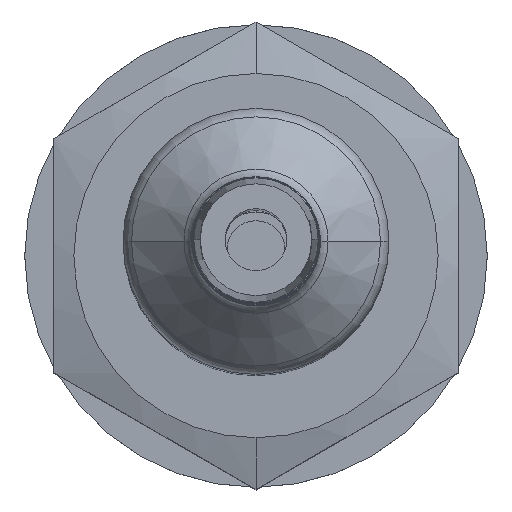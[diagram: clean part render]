
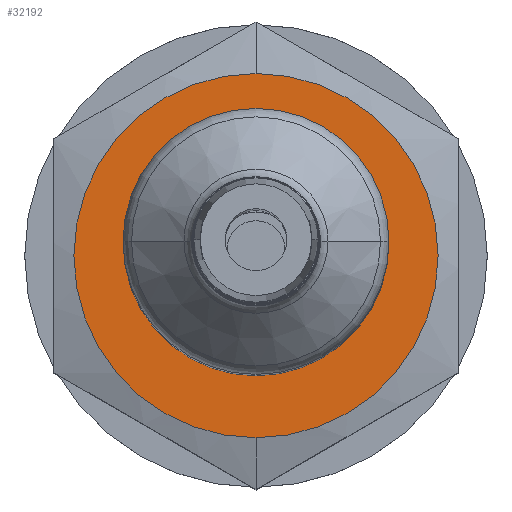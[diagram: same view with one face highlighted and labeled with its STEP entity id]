
A CAD part, top view. The second image highlights one B-rep face of the part: STEP entity #32192.
In plain terms, the highlighted planar face has unit normal (0, 0, 1).
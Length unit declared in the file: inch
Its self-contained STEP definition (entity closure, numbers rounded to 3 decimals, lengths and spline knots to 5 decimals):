
#31975=CARTESIAN_POINT('',(0.,0.,2.2));
#31976=DIRECTION('',(0.,0.,1.));
#31977=DIRECTION('',(-1.,0.,0.));
#31978=AXIS2_PLACEMENT_3D('',#31975,#31976,#31977);
#31980=CARTESIAN_POINT('',(0.,0.,2.2));
#31981=DIRECTION('',(0.,0.,1.));
#31982=DIRECTION('',(1.,0.,0.));
#31983=AXIS2_PLACEMENT_3D('',#31980,#31981,#31982);
#31985=CARTESIAN_POINT('',(0.,0.,2.2));
#31986=DIRECTION('',(0.,0.,1.));
#31987=DIRECTION('',(0.,1.,0.));
#31988=AXIS2_PLACEMENT_3D('',#31985,#31986,#31987);
#31990=CARTESIAN_POINT('',(0.,0.,2.2));
#31991=DIRECTION('',(0.,0.,1.));
#31992=DIRECTION('',(0.,-1.,0.));
#31993=AXIS2_PLACEMENT_3D('',#31990,#31991,#31992);
#32016=CARTESIAN_POINT('',(-1.65,0.,2.2));
#32018=VERTEX_POINT('',#32016);
#32020=CARTESIAN_POINT('',(1.65,0.,2.2));
#32022=VERTEX_POINT('',#32020);
#32023=CARTESIAN_POINT('',(0.,3.15,2.2));
#32025=VERTEX_POINT('',#32023);
#32027=CARTESIAN_POINT('',(0.,-3.15,2.2));
#32029=VERTEX_POINT('',#32027);
#32177=CARTESIAN_POINT('',(0.,0.,2.2));
#32178=DIRECTION('',(0.,0.,1.));
#32179=DIRECTION('',(1.,0.,0.));
#32180=AXIS2_PLACEMENT_3D('',#32177,#32178,#32179);
#32181=PLANE('',#32180);
#32182=ORIENTED_EDGE('',*,*,#32083,.F.);
#32183=ORIENTED_EDGE('',*,*,#32108,.F.);
#32184=EDGE_LOOP('',(#32182,#32183));
#32185=FACE_OUTER_BOUND('',#32184,.F.);
#32187=ORIENTED_EDGE('',*,*,#32186,.T.);
#32189=ORIENTED_EDGE('',*,*,#32188,.T.);
#32190=EDGE_LOOP('',(#32187,#32189));
#32191=FACE_BOUND('',#32190,.F.);
#32192=ADVANCED_FACE('',(#32185,#32191),#32181,.T.);
#31979=CIRCLE('',#31978,1.65);
#31984=CIRCLE('',#31983,1.65);
#31989=CIRCLE('',#31988,3.15);
#31994=CIRCLE('',#31993,3.15);
#32083=EDGE_CURVE('',#32025,#32029,#31989,.T.);
#32108=EDGE_CURVE('',#32029,#32025,#31994,.T.);
#32186=EDGE_CURVE('',#32018,#32022,#31979,.T.);
#32188=EDGE_CURVE('',#32022,#32018,#31984,.T.);
